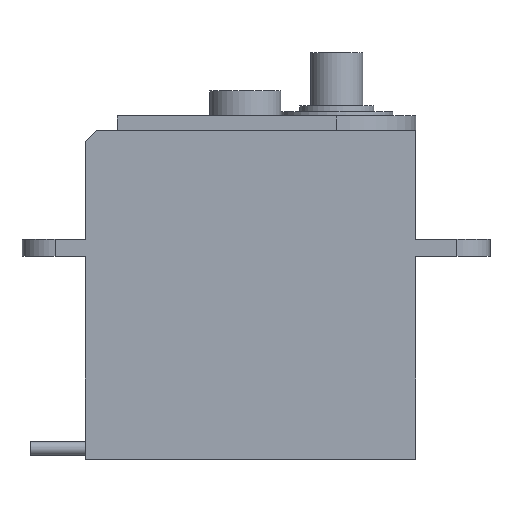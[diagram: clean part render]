
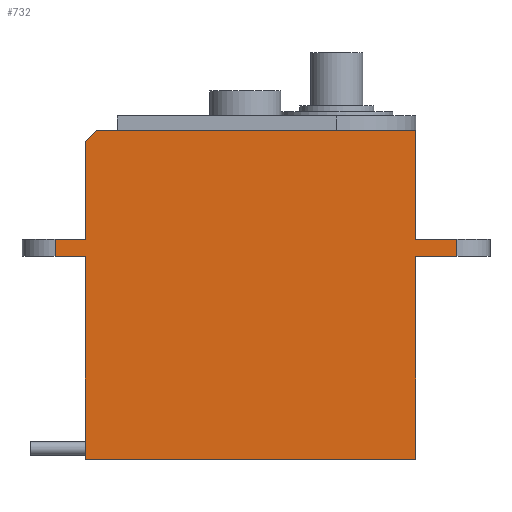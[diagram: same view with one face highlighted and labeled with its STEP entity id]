
A CAD part, front view. The second image highlights one B-rep face of the part: STEP entity #732.
In plain terms, the highlighted planar face has unit normal (0, -1, 0).
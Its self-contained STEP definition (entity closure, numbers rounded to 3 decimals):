
#41=PLANE('',#803);
#74=FACE_OUTER_BOUND('',#123,.T.);
#123=EDGE_LOOP('',(#537,#538,#539,#540,#541,#542,#543,#544,#545,#546,#547,
#548,#549));
#189=LINE('',#1151,#255);
#192=LINE('',#1160,#258);
#193=LINE('',#1163,#259);
#194=LINE('',#1165,#260);
#195=LINE('',#1167,#261);
#196=LINE('',#1169,#262);
#197=LINE('',#1171,#263);
#198=LINE('',#1173,#264);
#199=LINE('',#1175,#265);
#200=LINE('',#1177,#266);
#201=LINE('',#1179,#267);
#202=LINE('',#1181,#268);
#203=LINE('',#1182,#269);
#255=VECTOR('',#906,10.);
#258=VECTOR('',#915,10.);
#259=VECTOR('',#918,10.);
#260=VECTOR('',#919,10.);
#261=VECTOR('',#920,10.);
#262=VECTOR('',#921,10.);
#263=VECTOR('',#922,10.);
#264=VECTOR('',#923,10.);
#265=VECTOR('',#924,10.);
#266=VECTOR('',#925,10.);
#267=VECTOR('',#926,10.);
#268=VECTOR('',#927,10.);
#269=VECTOR('',#928,10.);
#357=VERTEX_POINT('',#1148);
#358=VERTEX_POINT('',#1150);
#361=VERTEX_POINT('',#1158);
#362=VERTEX_POINT('',#1162);
#363=VERTEX_POINT('',#1164);
#364=VERTEX_POINT('',#1166);
#365=VERTEX_POINT('',#1168);
#366=VERTEX_POINT('',#1170);
#367=VERTEX_POINT('',#1172);
#368=VERTEX_POINT('',#1174);
#369=VERTEX_POINT('',#1176);
#370=VERTEX_POINT('',#1178);
#371=VERTEX_POINT('',#1180);
#426=EDGE_CURVE('',#357,#358,#189,.T.);
#431=EDGE_CURVE('',#361,#357,#192,.T.);
#432=EDGE_CURVE('',#361,#362,#193,.T.);
#433=EDGE_CURVE('',#363,#362,#194,.T.);
#434=EDGE_CURVE('',#363,#364,#195,.T.);
#435=EDGE_CURVE('',#365,#364,#196,.T.);
#436=EDGE_CURVE('',#365,#366,#197,.T.);
#437=EDGE_CURVE('',#366,#367,#198,.T.);
#438=EDGE_CURVE('',#368,#367,#199,.T.);
#439=EDGE_CURVE('',#369,#368,#200,.T.);
#440=EDGE_CURVE('',#369,#370,#201,.T.);
#441=EDGE_CURVE('',#371,#370,#202,.T.);
#442=EDGE_CURVE('',#358,#371,#203,.T.);
#537=ORIENTED_EDGE('',*,*,#431,.F.);
#538=ORIENTED_EDGE('',*,*,#432,.T.);
#539=ORIENTED_EDGE('',*,*,#433,.F.);
#540=ORIENTED_EDGE('',*,*,#434,.T.);
#541=ORIENTED_EDGE('',*,*,#435,.F.);
#542=ORIENTED_EDGE('',*,*,#436,.T.);
#543=ORIENTED_EDGE('',*,*,#437,.T.);
#544=ORIENTED_EDGE('',*,*,#438,.F.);
#545=ORIENTED_EDGE('',*,*,#439,.F.);
#546=ORIENTED_EDGE('',*,*,#440,.T.);
#547=ORIENTED_EDGE('',*,*,#441,.F.);
#548=ORIENTED_EDGE('',*,*,#442,.F.);
#549=ORIENTED_EDGE('',*,*,#426,.F.);
#732=ADVANCED_FACE('',(#74),#41,.T.);
#803=AXIS2_PLACEMENT_3D('',#1161,#916,#917);
#906=DIRECTION('',(-1.,0.,0.));
#915=DIRECTION('',(0.,0.,-1.));
#916=DIRECTION('center_axis',(0.,-1.,0.));
#917=DIRECTION('ref_axis',(-1.,0.,0.));
#918=DIRECTION('',(-1.,0.,0.));
#919=DIRECTION('',(0.,0.,-1.));
#920=DIRECTION('',(-1.,0.,0.));
#921=DIRECTION('',(0.707,0.,0.707));
#922=DIRECTION('',(0.,0.,-1.));
#923=DIRECTION('',(-1.,0.,0.));
#924=DIRECTION('',(0.,0.,1.));
#925=DIRECTION('',(-1.,0.,0.));
#926=DIRECTION('',(0.,0.,-1.));
#927=DIRECTION('',(-1.,0.,0.));
#928=DIRECTION('',(0.,0.,-1.));
#1148=CARTESIAN_POINT('',(10.915,-8.075,-18.51));
#1150=CARTESIAN_POINT('',(7.165,-8.075,-18.51));
#1151=CARTESIAN_POINT('',(13.915,-8.075,-18.51));
#1158=CARTESIAN_POINT('',(10.915,-8.075,-16.93));
#1160=CARTESIAN_POINT('',(10.915,-8.075,-11.98));
#1161=CARTESIAN_POINT('Origin',(7.165,-8.075,-7.03));
#1162=CARTESIAN_POINT('',(7.165,-8.075,-16.93));
#1163=CARTESIAN_POINT('',(13.915,-8.075,-16.93));
#1164=CARTESIAN_POINT('',(7.165,-8.075,-7.03));
#1165=CARTESIAN_POINT('',(7.165,-8.075,-7.03));
#1166=CARTESIAN_POINT('',(-21.835,-8.075,-7.03));
#1167=CARTESIAN_POINT('',(7.165,-8.075,-7.03));
#1168=CARTESIAN_POINT('',(-22.835,-8.075,-8.03));
#1169=CARTESIAN_POINT('',(-14.835,-8.075,-0.03));
#1170=CARTESIAN_POINT('',(-22.835,-8.075,-16.93));
#1171=CARTESIAN_POINT('',(-22.835,-8.075,-7.03));
#1172=CARTESIAN_POINT('',(-25.585,-8.075,-16.93));
#1173=CARTESIAN_POINT('',(13.915,-8.075,-16.93));
#1174=CARTESIAN_POINT('',(-25.585,-8.075,-18.51));
#1175=CARTESIAN_POINT('',(-25.585,-8.075,-11.98));
#1176=CARTESIAN_POINT('',(-22.835,-8.075,-18.51));
#1177=CARTESIAN_POINT('',(13.915,-8.075,-18.51));
#1178=CARTESIAN_POINT('',(-22.835,-8.075,-36.93));
#1179=CARTESIAN_POINT('',(-22.835,-8.075,-7.03));
#1180=CARTESIAN_POINT('',(7.165,-8.075,-36.93));
#1181=CARTESIAN_POINT('',(7.165,-8.075,-36.93));
#1182=CARTESIAN_POINT('',(7.165,-8.075,-7.03));
